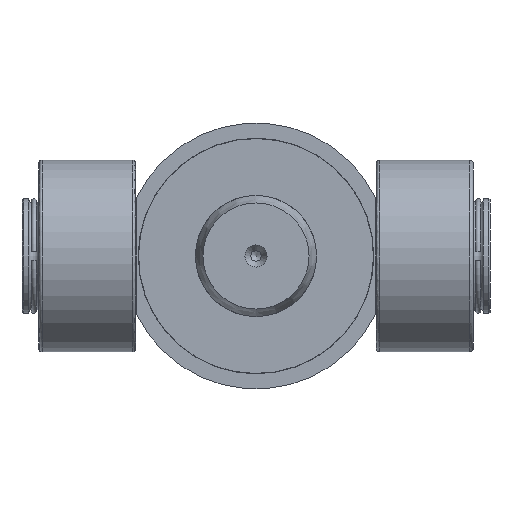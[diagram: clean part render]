
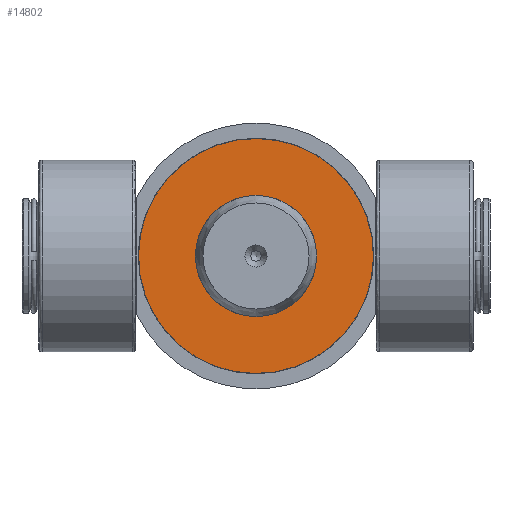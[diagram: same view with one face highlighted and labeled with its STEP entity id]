
A CAD part, front view. The second image highlights one B-rep face of the part: STEP entity #14802.
In plain terms, the highlighted face is planar.
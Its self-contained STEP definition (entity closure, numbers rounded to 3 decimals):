
#3828=PLANE('',#15828);
#4223=FACE_BOUND('',#5560,.T.);
#4668=FACE_OUTER_BOUND('',#5559,.T.);
#5559=EDGE_LOOP('',(#12039));
#5560=EDGE_LOOP('',(#12040));
#6239=CIRCLE('',#15816,36.);
#6245=CIRCLE('',#15827,69.8);
#6971=VERTEX_POINT('',#26353);
#6977=VERTEX_POINT('',#26370);
#8792=EDGE_CURVE('',#6971,#6971,#6239,.T.);
#8798=EDGE_CURVE('',#6977,#6977,#6245,.T.);
#12039=ORIENTED_EDGE('',*,*,#8798,.F.);
#12040=ORIENTED_EDGE('',*,*,#8792,.T.);
#14802=ADVANCED_FACE('',(#4668,#4223),#3828,.T.);
#15816=AXIS2_PLACEMENT_3D('',#26354,#17607,#17608);
#15827=AXIS2_PLACEMENT_3D('',#26371,#17629,#17630);
#15828=AXIS2_PLACEMENT_3D('',#26372,#17631,#17632);
#17607=DIRECTION('center_axis',(0.,0.,-1.));
#17608=DIRECTION('ref_axis',(1.,0.,0.));
#17629=DIRECTION('center_axis',(0.,0.,-1.));
#17630=DIRECTION('ref_axis',(-1.,0.,0.));
#17631=DIRECTION('center_axis',(0.,0.,1.));
#17632=DIRECTION('ref_axis',(1.,0.,0.));
#26353=CARTESIAN_POINT('',(-36.,0.,12.));
#26354=CARTESIAN_POINT('Origin',(0.,0.,12.));
#26370=CARTESIAN_POINT('',(69.8,0.,12.));
#26371=CARTESIAN_POINT('Origin',(0.,0.,12.));
#26372=CARTESIAN_POINT('Origin',(0.,0.,
12.));
